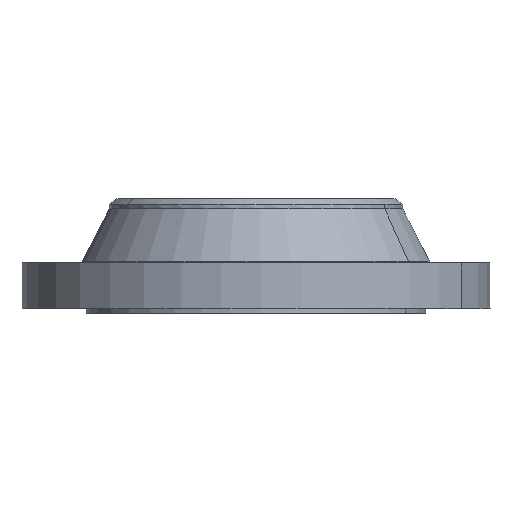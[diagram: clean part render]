
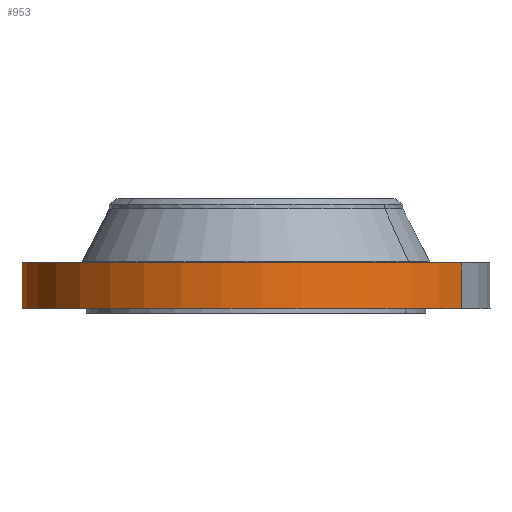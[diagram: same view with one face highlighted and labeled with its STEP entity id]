
A CAD part, left-side view. The second image highlights one B-rep face of the part: STEP entity #953.
In plain terms, the highlighted cylindrical face has radius 323.85 mm (diameter 647.7 mm), a partial arc.
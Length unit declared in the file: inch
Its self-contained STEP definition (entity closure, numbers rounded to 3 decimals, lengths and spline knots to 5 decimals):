
#131=AXIS2_PLACEMENT_3D('Circle Axis2P3D',#129,#130,$) ;
#535=AXIS2_PLACEMENT_3D('Circle Axis2P3D',#533,#534,$) ;
#935=AXIS2_PLACEMENT_3D('Cylinder Axis2P3D',#932,#933,#934) ;
#129=CARTESIAN_POINT('Axis2P3D Location',(0.,0.,0.)) ;
#133=CARTESIAN_POINT('Vertex',(-6.11268,-11.18918,0.)) ;
#135=CARTESIAN_POINT('Vertex',(6.11268,11.18918,0.)) ;
#528=CARTESIAN_POINT('Vertex',(6.11268,11.18918,2.5)) ;
#530=CARTESIAN_POINT('Vertex',(-6.11268,-11.18918,2.5)) ;
#533=CARTESIAN_POINT('Axis2P3D Location',(0.,0.,2.5)) ;
#932=CARTESIAN_POINT('Axis2P3D Location',(0.,0.,2.875)) ;
#937=CARTESIAN_POINT('Line Origine',(-6.11268,-11.18918,1.25)) ;
#942=CARTESIAN_POINT('Line Origine',(6.11268,11.18918,1.25)) ;
#130=DIRECTION('Axis2P3D Direction',(0.,0.,-0.039)) ;
#534=DIRECTION('Axis2P3D Direction',(0.,0.,-0.039)) ;
#933=DIRECTION('Axis2P3D Direction',(0.,0.,-0.039)) ;
#934=DIRECTION('Axis2P3D XDirection',(-0.019,-0.035,0.)) ;
#938=DIRECTION('Vector Direction',(0.,0.,-0.039)) ;
#943=DIRECTION('Vector Direction',(0.,0.,-0.039)) ;
#939=VECTOR('Line Direction',#938,0.03937) ;
#944=VECTOR('Line Direction',#943,0.03937) ;
#948=ORIENTED_EDGE('',*,*,#137,.F.) ;
#949=ORIENTED_EDGE('',*,*,#941,.T.) ;
#950=ORIENTED_EDGE('',*,*,#537,.T.) ;
#951=ORIENTED_EDGE('',*,*,#946,.F.) ;
#953=ADVANCED_FACE('PartBody',(#952),#936,.T.) ;
#132=CIRCLE('generated circle',#131,12.75) ;
#536=CIRCLE('generated circle',#535,12.75) ;
#936=CYLINDRICAL_SURFACE('generated cylinder',#935,12.75) ;
#137=EDGE_CURVE('',#134,#136,#132,.T.) ;
#537=EDGE_CURVE('',#531,#529,#536,.T.) ;
#941=EDGE_CURVE('',#134,#531,#940,.F.) ;
#946=EDGE_CURVE('',#136,#529,#945,.F.) ;
#947=EDGE_LOOP('',(#948,#949,#950,#951)) ;
#952=FACE_OUTER_BOUND('',#947,.T.) ;
#940=LINE('Line',#937,#939) ;
#945=LINE('Line',#942,#944) ;
#134=VERTEX_POINT('',#133) ;
#136=VERTEX_POINT('',#135) ;
#529=VERTEX_POINT('',#528) ;
#531=VERTEX_POINT('',#530) ;
